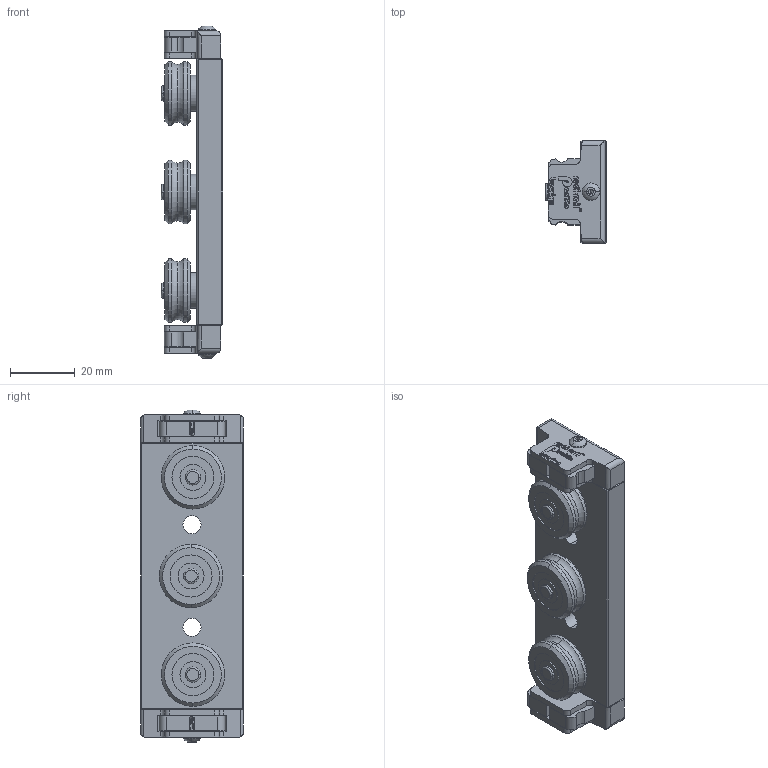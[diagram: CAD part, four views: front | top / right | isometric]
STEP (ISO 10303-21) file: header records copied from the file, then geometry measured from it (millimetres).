
FILE_DESCRIPTION (( 'STEP AP214' ), '1' );
FILE_NAME ('CRT_281BA92709.step', '2023-01-07T21:17:00', ( '' ), ( '' ), 'SwSTEP 2.0', 'SolidWorks 2019', '' );
FILE_SCHEMA (( 'AUTOMOTIVE_DESIGN' ));
Length unit declared in the file: inch
Products named in the file (3): fiFdqtuOiF_CADModel_0; CRT_281BA92709
Assembly tree (1 placements, depth 2):
  fiFdqtuOiF_CADModel_0
  CRT_281BA92709
    fiFdqtuOiF_CADModel_0
Bounding box: 18.92 x 31.75 x 102.57 mm (x, y, z)
Volume: 32875 mm3; surface area: 21007.1 mm2
Topology: 20 solids, 20 shells, 1131 faces, 2850 edges, 1846 vertices
Faces by surface type: plane 528, bspline 311, cylinder 194, cone 64, torus 30, sphere 4
Entity records: 68103 total; most frequent: CARTESIAN_POINT 27703, ORIENTED_EDGE 5684, DIRECTION 4330, EDGE_CURVE 2842, VERTEX_POINT 1846, LINE 1680, VECTOR 1680, AXIS2_PLACEMENT_3D 1325
